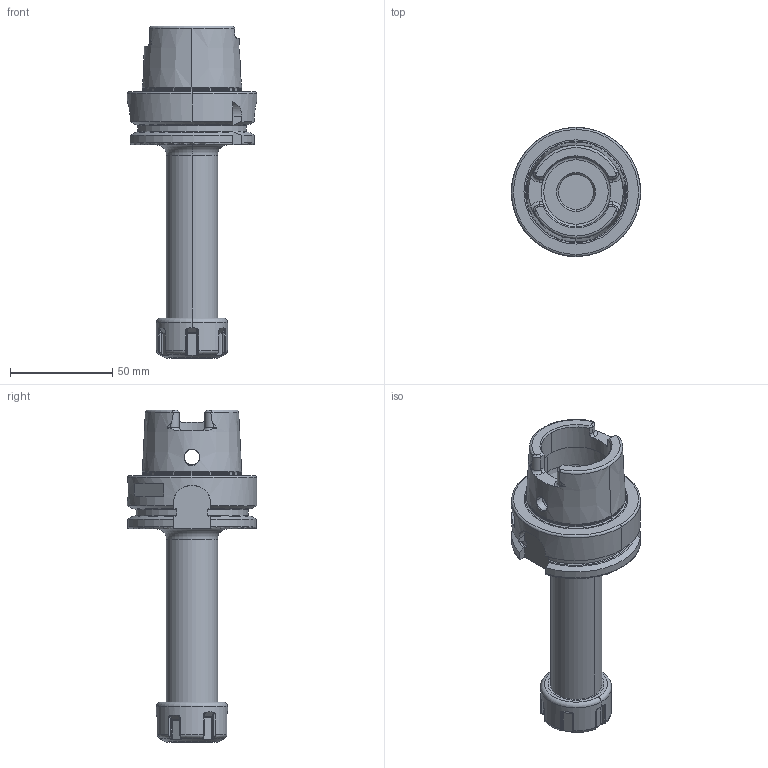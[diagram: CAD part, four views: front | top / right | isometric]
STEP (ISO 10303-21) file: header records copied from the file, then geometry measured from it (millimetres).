
FILE_DESCRIPTION((''),'2;1');
FILE_NAME('A63_02_13_130','2021-04-01T',('103090'),(''),'CREO PARAMETRIC BY PTC INC, 2016260','CREO PARAMETRIC BY PTC INC, 2016260','');
FILE_SCHEMA(('CONFIG_CONTROL_DESIGN'));
Length unit declared in the file: millimetre
Products named in the file (1): A63_02_13_130
Bounding box: 63 x 63 x 162 mm (x, y, z)
Volume: 124547.8 mm3; surface area: 36311.2 mm2
Topology: 1 solids, 1 shells, 342 faces, 846 edges, 513 vertices
Faces by surface type: plane 90, cylinder 85, bspline 62, torus 55, cone 38, sphere 12
Entity records: 13222 total; most frequent: CARTESIAN_POINT 5603, ORIENTED_EDGE 1688, DIRECTION 1431, EDGE_CURVE 844, AXIS2_PLACEMENT_3D 566, VERTEX_POINT 513, EDGE_LOOP 355, FACE_OUTER_BOUND 342
